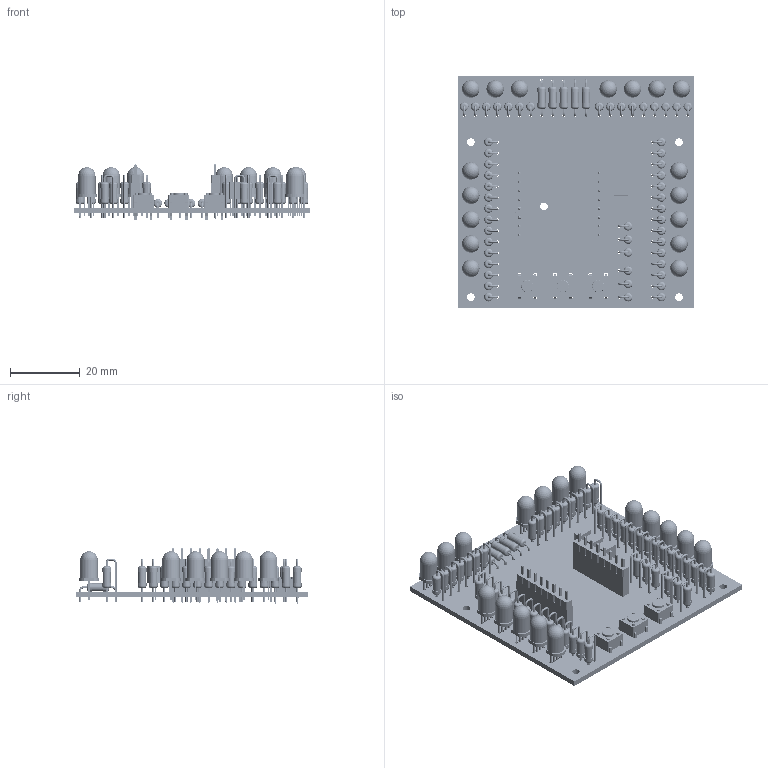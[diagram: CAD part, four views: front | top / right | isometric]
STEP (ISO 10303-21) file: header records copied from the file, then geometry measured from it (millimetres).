
FILE_DESCRIPTION(('KiCad electronic assembly'),'2;1');
FILE_NAME('lampe.step','2022-03-18T18:56:11',('An Author'),('A Company') ,'Open CASCADE STEP processor 7.5','KiCad to STEP converter','Unknown' );
FILE_SCHEMA(('AUTOMOTIVE_DESIGN { 1 0 10303 214 1 1 1 1 }'));
Length unit declared in the file: millimetre
Products named in the file (16): Open CASCADE STEP translator 7.5 1; LED_D5.0mm-4_RGB; SOLID; R_Axial_DIN0207_L6.3mm_D2.5mm_P10.16mm_Horizontal; R_Axial_DIN0207_L6.3mm_D2.5mm_P2.54mm_Vertical; PinHeader_1x08_P2.54mm_Vertical; PinSocket_1x08_P2.54mm_Vertical; SW_PUSH_6mm; TO-92_Inline; COMPOUND
Assembly tree (92 placements, depth 3):
  Open CASCADE STEP translator 7.5 1
    LED_D5.0mm-4_RGB  x17
      SOLID
    R_Axial_DIN0207_L6.3mm_D2.5mm_P10.16mm_Horizontal  x5
      SOLID
    R_Axial_DIN0207_L6.3mm_D2.5mm_P2.54mm_Vertical  x52
      SOLID
    PinHeader_1x08_P2.54mm_Vertical  x2
      SOLID
    PinSocket_1x08_P2.54mm_Vertical  x2
      SOLID
    SW_PUSH_6mm  x3
      SOLID
    TO-92_Inline  x3
      SOLID
    COMPOUND
Bounding box: 67.94 x 66.67 x 16 mm (x, y, z)
Volume: 13251.2 mm3; surface area: 21796.3 mm2
Topology: 85 solids, 85 shells, 2921 faces, 6485 edges, 4117 vertices
Faces by surface type: plane 1890, cylinder 783, torus 231, sphere 17
Full cylindrical faces by diameter (mm): 0.6 x228, 0.75 x9, 0.8 x114, 0.9 x68, 1 x28, 1.1 x12, 2.2 x5, 2.25 x57, 2.5 x114, 3.5 x3, 5 x17
Entity records: 62144 total; most frequent: CARTESIAN_POINT 9599, DIRECTION 9192, LINE 5625, VECTOR 5625, ORIENTED_EDGE 4502, PCURVE 4502, DEFINITIONAL_REPRESENTATION 4502, EDGE_CURVE 2251
